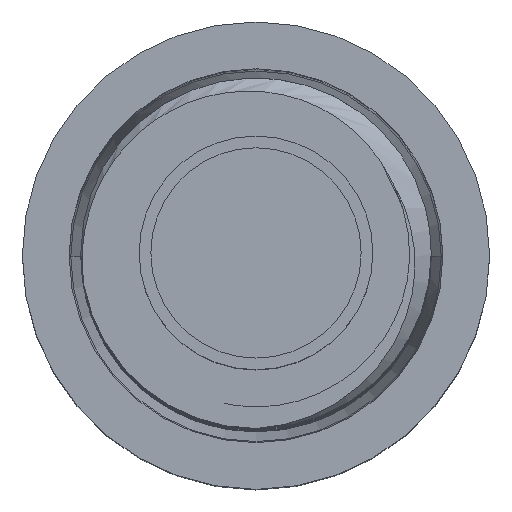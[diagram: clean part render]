
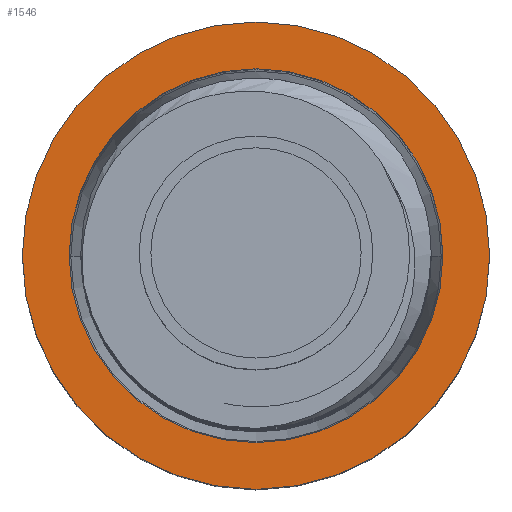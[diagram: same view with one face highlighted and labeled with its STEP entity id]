
A CAD part, top view. The second image highlights one B-rep face of the part: STEP entity #1546.
In plain terms, the highlighted planar face has unit normal (0, 0, 1).
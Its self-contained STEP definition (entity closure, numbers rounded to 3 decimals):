
#41 = CIRCLE ( 'NONE', #4711, 2. ) ;
#44 = FACE_OUTER_BOUND ( 'NONE', #766, .T. ) ;
#223 = EDGE_CURVE ( 'NONE', #583, #10568, #6626, .T. ) ;
#246 = DIRECTION ( 'NONE',  ( 1., 0., 0. ) ) ;
#521 = CIRCLE ( 'NONE', #718, 1.6 ) ;
#583 = VERTEX_POINT ( 'NONE', #1693 ) ;
#718 = AXIS2_PLACEMENT_3D ( 'NONE', #9737, #14798, #246 ) ;
#766 = EDGE_LOOP ( 'NONE', ( #12999, #10874 ) ) ;
#1235 = EDGE_LOOP ( 'NONE', ( #8901, #14640 ) ) ;
#1486 = CARTESIAN_POINT ( 'NONE',  ( 2., 0., 5. ) ) ;
#1515 = CARTESIAN_POINT ( 'NONE',  ( 1.6, 0., 5. ) ) ;
#1546 = ADVANCED_FACE ( 'NONE', ( #44, #5184 ), #6324, .T. ) ;
#1693 = CARTESIAN_POINT ( 'NONE',  ( 1.6, 0., 5. ) ) ;
#1911 = CARTESIAN_POINT ( 'NONE',  ( -2., 0., 5. ) ) ;
#2726 = DIRECTION ( 'NONE',  ( 1., 0., 0. ) ) ;
#4100 = AXIS2_PLACEMENT_3D ( 'NONE', #6696, #10440, #11666 ) ;
#4316 = AXIS2_PLACEMENT_3D ( 'NONE', #1515, #10109, #2726 ) ;
#4711 = AXIS2_PLACEMENT_3D ( 'NONE', #7981, #11561, #14020 ) ;
#5184 = FACE_BOUND ( 'NONE', #1235, .T. ) ;
#5216 = CIRCLE ( 'NONE', #4100, 2. ) ;
#6324 = PLANE ( 'NONE',  #4316 ) ;
#6626 = CIRCLE ( 'NONE', #12903, 1.6 ) ;
#6696 = CARTESIAN_POINT ( 'NONE',  ( 0., 0., 5. ) ) ;
#7211 = VERTEX_POINT ( 'NONE', #1911 ) ;
#7587 = DIRECTION ( 'NONE',  ( 1., 0., 0. ) ) ;
#7981 = CARTESIAN_POINT ( 'NONE',  ( 0., 0., 5. ) ) ;
#8901 = ORIENTED_EDGE ( 'NONE', *, *, #223, .F. ) ;
#9737 = CARTESIAN_POINT ( 'NONE',  ( 0., 0., 5. ) ) ;
#10027 = DIRECTION ( 'NONE',  ( 0., 0., 1. ) ) ;
#10109 = DIRECTION ( 'NONE',  ( 0., 0., 1. ) ) ;
#10440 = DIRECTION ( 'NONE',  ( 0., 0., 1. ) ) ;
#10568 = VERTEX_POINT ( 'NONE', #15802 ) ;
#10874 = ORIENTED_EDGE ( 'NONE', *, *, #13311, .T. ) ;
#11368 = CARTESIAN_POINT ( 'NONE',  ( 0., 0., 5. ) ) ;
#11561 = DIRECTION ( 'NONE',  ( 0., 0., 1. ) ) ;
#11666 = DIRECTION ( 'NONE',  ( 1., 0., 0. ) ) ;
#11731 = EDGE_CURVE ( 'NONE', #10568, #583, #521, .T. ) ;
#12903 = AXIS2_PLACEMENT_3D ( 'NONE', #11368, #10027, #7587 ) ;
#12999 = ORIENTED_EDGE ( 'NONE', *, *, #14933, .T. ) ;
#13311 = EDGE_CURVE ( 'NONE', #7211, #15865, #5216, .T. ) ;
#14020 = DIRECTION ( 'NONE',  ( 1., 0., 0. ) ) ;
#14640 = ORIENTED_EDGE ( 'NONE', *, *, #11731, .F. ) ;
#14798 = DIRECTION ( 'NONE',  ( 0., 0., 1. ) ) ;
#14933 = EDGE_CURVE ( 'NONE', #15865, #7211, #41, .T. ) ;
#15802 = CARTESIAN_POINT ( 'NONE',  ( -1.6, 0., 5. ) ) ;
#15865 = VERTEX_POINT ( 'NONE', #1486 ) ;
